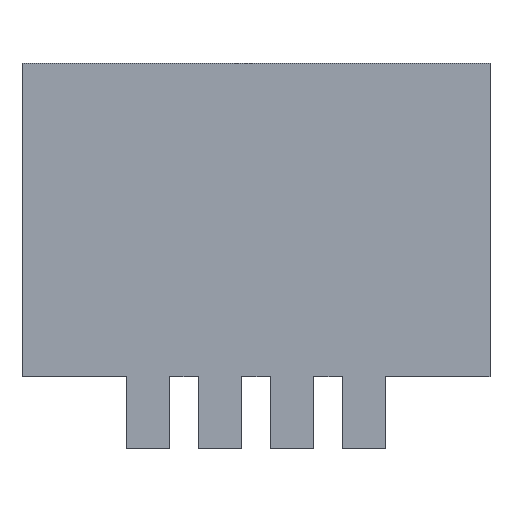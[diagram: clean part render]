
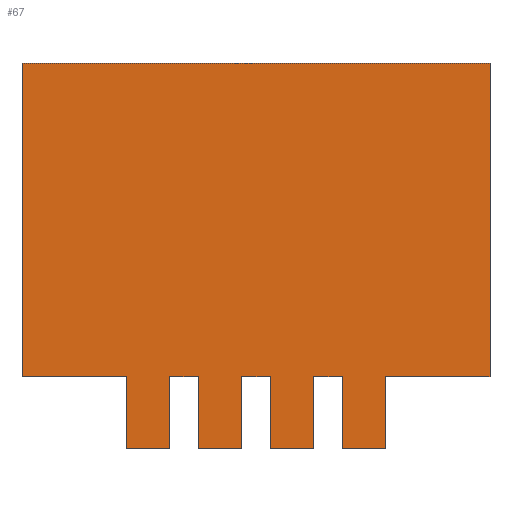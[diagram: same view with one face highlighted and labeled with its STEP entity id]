
A CAD part, front view. The second image highlights one B-rep face of the part: STEP entity #67.
In plain terms, the highlighted planar face has unit normal (0, -1, 0).
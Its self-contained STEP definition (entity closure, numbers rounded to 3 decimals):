
#1 = VECTOR ( 'NONE', #629, 1000. ) ;
#3 = LINE ( 'NONE', #914, #847 ) ;
#4 = ORIENTED_EDGE ( 'NONE', *, *, #1243, .F. ) ;
#18 = EDGE_CURVE ( 'NONE', #37, #949, #564, .T. ) ;
#21 = VERTEX_POINT ( 'NONE', #859 ) ;
#25 = CARTESIAN_POINT ( 'NONE',  ( -3.25, 0., -2.175 ) ) ;
#31 = LINE ( 'NONE', #477, #399 ) ;
#33 = DIRECTION ( 'NONE',  ( 0., 0., 1. ) ) ;
#37 = VERTEX_POINT ( 'NONE', #222 ) ;
#38 = VECTOR ( 'NONE', #33, 1000. ) ;
#42 = EDGE_CURVE ( 'NONE', #491, #211, #860, .T. ) ;
#47 = VERTEX_POINT ( 'NONE', #221 ) ;
#49 = ORIENTED_EDGE ( 'NONE', *, *, #352, .F. ) ;
#59 = DIRECTION ( 'NONE',  ( -1., 0., 0. ) ) ;
#66 = LINE ( 'NONE', #155, #483 ) ;
#67 = ADVANCED_FACE ( 'NONE', ( #991 ), #121, .T. ) ;
#75 = ORIENTED_EDGE ( 'NONE', *, *, #1322, .F. ) ;
#92 = DIRECTION ( 'NONE',  ( -1., 0., 0. ) ) ;
#93 = DIRECTION ( 'NONE',  ( 1., 0., 0. ) ) ;
#98 = CARTESIAN_POINT ( 'NONE',  ( -1.8, 0., -2.175 ) ) ;
#106 = ORIENTED_EDGE ( 'NONE', *, *, #849, .F. ) ;
#116 = ORIENTED_EDGE ( 'NONE', *, *, #663, .F. ) ;
#121 = PLANE ( 'NONE',  #403 ) ;
#127 = ORIENTED_EDGE ( 'NONE', *, *, #706, .F. ) ;
#128 = VECTOR ( 'NONE', #93, 1000. ) ;
#132 = ORIENTED_EDGE ( 'NONE', *, *, #828, .F. ) ;
#134 = VECTOR ( 'NONE', #560, 1000. ) ;
#143 = CARTESIAN_POINT ( 'NONE',  ( -1.2, 0., -2.175 ) ) ;
#155 = CARTESIAN_POINT ( 'NONE',  ( -1.2, 0., -2.175 ) ) ;
#161 = LINE ( 'NONE', #555, #1051 ) ;
#183 = LINE ( 'NONE', #490, #1284 ) ;
#185 = CARTESIAN_POINT ( 'NONE',  ( -3.25, 0., -2.175 ) ) ;
#190 = DIRECTION ( 'NONE',  ( 0., 0., -1. ) ) ;
#211 = VERTEX_POINT ( 'NONE', #143 ) ;
#214 = EDGE_CURVE ( 'NONE', #754, #47, #161, .T. ) ;
#216 = VERTEX_POINT ( 'NONE', #784 ) ;
#219 = DIRECTION ( 'NONE',  ( -1., 0., 0. ) ) ;
#221 = CARTESIAN_POINT ( 'NONE',  ( 3.25, 0., -2.175 ) ) ;
#222 = CARTESIAN_POINT ( 'NONE',  ( 0.2, 0., -2.175 ) ) ;
#232 = ORIENTED_EDGE ( 'NONE', *, *, #732, .F. ) ;
#244 = CARTESIAN_POINT ( 'NONE',  ( 1.8, 0., -2.175 ) ) ;
#251 = CARTESIAN_POINT ( 'NONE',  ( 0.2, 0., -3.175 ) ) ;
#254 = DIRECTION ( 'NONE',  ( 0., 0., 1. ) ) ;
#269 = CARTESIAN_POINT ( 'NONE',  ( 1.8, 0., -2.175 ) ) ;
#307 = ORIENTED_EDGE ( 'NONE', *, *, #573, .F. ) ;
#309 = VERTEX_POINT ( 'NONE', #251 ) ;
#312 = EDGE_CURVE ( 'NONE', #703, #491, #31, .T. ) ;
#318 = DIRECTION ( 'NONE',  ( 0., -1., 0. ) ) ;
#320 = VECTOR ( 'NONE', #92, 1000. ) ;
#352 = EDGE_CURVE ( 'NONE', #211, #1326, #66, .T. ) ;
#355 = ORIENTED_EDGE ( 'NONE', *, *, #1259, .F. ) ;
#366 = LINE ( 'NONE', #1200, #134 ) ;
#372 = CARTESIAN_POINT ( 'NONE',  ( 0.2, 0., -3.175 ) ) ;
#399 = VECTOR ( 'NONE', #254, 1000. ) ;
#402 = ORIENTED_EDGE ( 'NONE', *, *, #18, .F. ) ;
#403 = AXIS2_PLACEMENT_3D ( 'NONE', #959, #318, #758 ) ;
#407 = CARTESIAN_POINT ( 'NONE',  ( 0.2, 0., -2.175 ) ) ;
#424 = ORIENTED_EDGE ( 'NONE', *, *, #806, .F. ) ;
#430 = LINE ( 'NONE', #1162, #1247 ) ;
#437 = LINE ( 'NONE', #1251, #534 ) ;
#443 = VECTOR ( 'NONE', #917, 1000. ) ;
#464 = CARTESIAN_POINT ( 'NONE',  ( -0.8, 0., -2.175 ) ) ;
#473 = CARTESIAN_POINT ( 'NONE',  ( 1.8, 0., -3.175 ) ) ;
#477 = CARTESIAN_POINT ( 'NONE',  ( -0.8, 0., -2.175 ) ) ;
#479 = EDGE_CURVE ( 'NONE', #1326, #21, #366, .T. ) ;
#483 = VECTOR ( 'NONE', #658, 1000. ) ;
#490 = CARTESIAN_POINT ( 'NONE',  ( 1.2, 0., -3.175 ) ) ;
#491 = VERTEX_POINT ( 'NONE', #464 ) ;
#497 = CARTESIAN_POINT ( 'NONE',  ( 1.2, 0., -3.175 ) ) ;
#509 = CARTESIAN_POINT ( 'NONE',  ( -3.25, 0., 2.175 ) ) ;
#523 = VERTEX_POINT ( 'NONE', #98 ) ;
#533 = LINE ( 'NONE', #407, #1283 ) ;
#534 = VECTOR ( 'NONE', #908, 1000. ) ;
#535 = ORIENTED_EDGE ( 'NONE', *, *, #479, .F. ) ;
#555 = CARTESIAN_POINT ( 'NONE',  ( 3.25, 0., 2.175 ) ) ;
#560 = DIRECTION ( 'NONE',  ( -1., 0., 0. ) ) ;
#564 = LINE ( 'NONE', #736, #1 ) ;
#573 = EDGE_CURVE ( 'NONE', #1350, #778, #1190, .T. ) ;
#579 = CARTESIAN_POINT ( 'NONE',  ( -1.8, 0., -2.175 ) ) ;
#597 = DIRECTION ( 'NONE',  ( -1., 0., 0. ) ) ;
#605 = CARTESIAN_POINT ( 'NONE',  ( -0.8, 0., -3.175 ) ) ;
#629 = DIRECTION ( 'NONE',  ( -1., 0., 0. ) ) ;
#633 = ORIENTED_EDGE ( 'NONE', *, *, #312, .F. ) ;
#650 = VERTEX_POINT ( 'NONE', #1001 ) ;
#651 = CARTESIAN_POINT ( 'NONE',  ( 0.8, 0., -3.175 ) ) ;
#658 = DIRECTION ( 'NONE',  ( 0., 0., -1. ) ) ;
#663 = EDGE_CURVE ( 'NONE', #21, #523, #685, .T. ) ;
#685 = LINE ( 'NONE', #579, #1044 ) ;
#703 = VERTEX_POINT ( 'NONE', #605 ) ;
#706 = EDGE_CURVE ( 'NONE', #1352, #309, #739, .T. ) ;
#725 = CARTESIAN_POINT ( 'NONE',  ( 0.8, 0., -2.175 ) ) ;
#728 = CARTESIAN_POINT ( 'NONE',  ( -3.25, 0., -2.175 ) ) ;
#732 = EDGE_CURVE ( 'NONE', #949, #650, #3, .T. ) ;
#736 = CARTESIAN_POINT ( 'NONE',  ( -3.25, 0., -2.175 ) ) ;
#739 = LINE ( 'NONE', #372, #1155 ) ;
#743 = DIRECTION ( 'NONE',  ( -1., 0., 0. ) ) ;
#754 = VERTEX_POINT ( 'NONE', #831 ) ;
#758 = DIRECTION ( 'NONE',  ( 0., 0., -1. ) ) ;
#766 = EDGE_CURVE ( 'NONE', #47, #1095, #820, .T. ) ;
#778 = VERTEX_POINT ( 'NONE', #509 ) ;
#784 = CARTESIAN_POINT ( 'NONE',  ( 0.8, 0., -2.175 ) ) ;
#789 = VECTOR ( 'NONE', #190, 1000. ) ;
#790 = ORIENTED_EDGE ( 'NONE', *, *, #214, .F. ) ;
#806 = EDGE_CURVE ( 'NONE', #216, #1352, #1109, .T. ) ;
#808 = ORIENTED_EDGE ( 'NONE', *, *, #1303, .F. ) ;
#812 = EDGE_CURVE ( 'NONE', #523, #1350, #437, .T. ) ;
#817 = VECTOR ( 'NONE', #219, 1000. ) ;
#820 = LINE ( 'NONE', #728, #320 ) ;
#828 = EDGE_CURVE ( 'NONE', #1095, #1092, #1348, .T. ) ;
#831 = CARTESIAN_POINT ( 'NONE',  ( 3.25, 0., 2.175 ) ) ;
#847 = VECTOR ( 'NONE', #1123, 1000. ) ;
#849 = EDGE_CURVE ( 'NONE', #1092, #1253, #183, .T. ) ;
#859 = CARTESIAN_POINT ( 'NONE',  ( -1.8, 0., -3.175 ) ) ;
#860 = LINE ( 'NONE', #25, #817 ) ;
#873 = DIRECTION ( 'NONE',  ( 0., 0., -1. ) ) ;
#908 = DIRECTION ( 'NONE',  ( -1., 0., 0. ) ) ;
#914 = CARTESIAN_POINT ( 'NONE',  ( -0.2, 0., -2.175 ) ) ;
#917 = DIRECTION ( 'NONE',  ( -1., 0., 0. ) ) ;
#921 = EDGE_CURVE ( 'NONE', #650, #703, #974, .T. ) ;
#945 = ORIENTED_EDGE ( 'NONE', *, *, #812, .F. ) ;
#949 = VERTEX_POINT ( 'NONE', #1255 ) ;
#959 = CARTESIAN_POINT ( 'NONE',  ( 0., 0., 0. ) ) ;
#974 = LINE ( 'NONE', #1144, #1093 ) ;
#987 = CARTESIAN_POINT ( 'NONE',  ( -3.25, 0., 2.175 ) ) ;
#991 = FACE_OUTER_BOUND ( 'NONE', #1110, .T. ) ;
#996 = ORIENTED_EDGE ( 'NONE', *, *, #766, .F. ) ;
#1001 = CARTESIAN_POINT ( 'NONE',  ( -0.2, 0., -3.175 ) ) ;
#1041 = ORIENTED_EDGE ( 'NONE', *, *, #921, .F. ) ;
#1044 = VECTOR ( 'NONE', #1214, 1000. ) ;
#1051 = VECTOR ( 'NONE', #873, 1000. ) ;
#1092 = VERTEX_POINT ( 'NONE', #473 ) ;
#1093 = VECTOR ( 'NONE', #743, 1000. ) ;
#1095 = VERTEX_POINT ( 'NONE', #244 ) ;
#1109 = LINE ( 'NONE', #725, #789 ) ;
#1110 = EDGE_LOOP ( 'NONE', ( #790, #75, #307, #945, #116, #535, #49, #1153, #633, #1041, #232, #402, #808, #127, #424, #4, #355, #106, #132, #996 ) ) ;
#1112 = LINE ( 'NONE', #1366, #128 ) ;
#1113 = VERTEX_POINT ( 'NONE', #1116 ) ;
#1116 = CARTESIAN_POINT ( 'NONE',  ( 1.2, 0., -2.175 ) ) ;
#1123 = DIRECTION ( 'NONE',  ( 0., 0., -1. ) ) ;
#1144 = CARTESIAN_POINT ( 'NONE',  ( -0.8, 0., -3.175 ) ) ;
#1153 = ORIENTED_EDGE ( 'NONE', *, *, #42, .F. ) ;
#1155 = VECTOR ( 'NONE', #597, 1000. ) ;
#1162 = CARTESIAN_POINT ( 'NONE',  ( 1.2, 0., -2.175 ) ) ;
#1190 = LINE ( 'NONE', #987, #38 ) ;
#1200 = CARTESIAN_POINT ( 'NONE',  ( -1.8, 0., -3.175 ) ) ;
#1214 = DIRECTION ( 'NONE',  ( 0., 0., 1. ) ) ;
#1243 = EDGE_CURVE ( 'NONE', #1113, #216, #1289, .T. ) ;
#1247 = VECTOR ( 'NONE', #1362, 1000. ) ;
#1251 = CARTESIAN_POINT ( 'NONE',  ( -3.25, 0., -2.175 ) ) ;
#1253 = VERTEX_POINT ( 'NONE', #497 ) ;
#1254 = DIRECTION ( 'NONE',  ( 0., 0., 1. ) ) ;
#1255 = CARTESIAN_POINT ( 'NONE',  ( -0.2, 0., -2.175 ) ) ;
#1259 = EDGE_CURVE ( 'NONE', #1253, #1113, #430, .T. ) ;
#1262 = CARTESIAN_POINT ( 'NONE',  ( -1.2, 0., -3.175 ) ) ;
#1270 = VECTOR ( 'NONE', #1334, 1000. ) ;
#1283 = VECTOR ( 'NONE', #1254, 1000. ) ;
#1284 = VECTOR ( 'NONE', #59, 1000. ) ;
#1289 = LINE ( 'NONE', #185, #443 ) ;
#1291 = CARTESIAN_POINT ( 'NONE',  ( -3.25, 0., -2.175 ) ) ;
#1303 = EDGE_CURVE ( 'NONE', #309, #37, #533, .T. ) ;
#1322 = EDGE_CURVE ( 'NONE', #778, #754, #1112, .T. ) ;
#1326 = VERTEX_POINT ( 'NONE', #1262 ) ;
#1334 = DIRECTION ( 'NONE',  ( 0., 0., -1. ) ) ;
#1348 = LINE ( 'NONE', #269, #1270 ) ;
#1350 = VERTEX_POINT ( 'NONE', #1291 ) ;
#1352 = VERTEX_POINT ( 'NONE', #651 ) ;
#1362 = DIRECTION ( 'NONE',  ( 0., 0., 1. ) ) ;
#1366 = CARTESIAN_POINT ( 'NONE',  ( -3.25, 0., 2.175 ) ) ;
